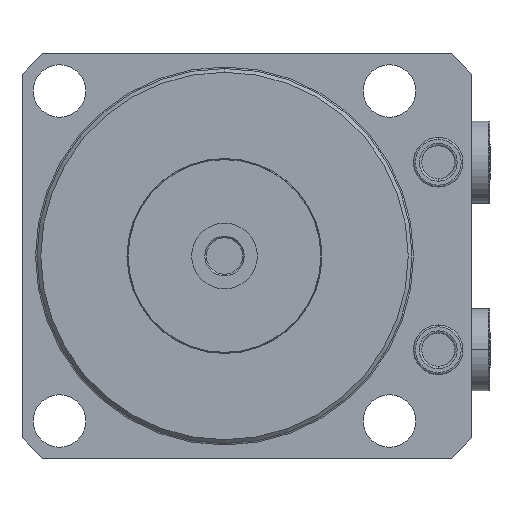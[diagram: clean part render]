
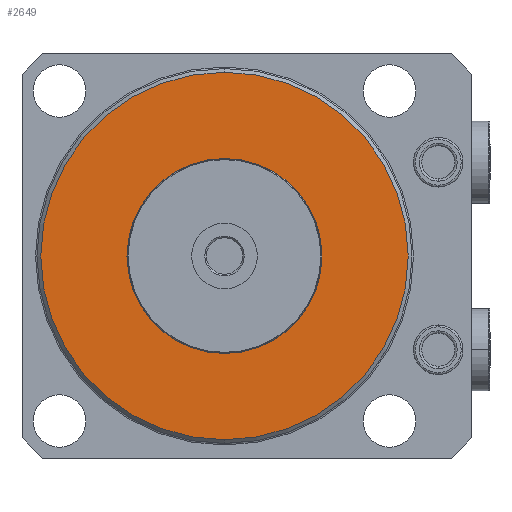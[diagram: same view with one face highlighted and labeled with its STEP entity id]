
A CAD part, front view. The second image highlights one B-rep face of the part: STEP entity #2649.
In plain terms, the highlighted planar face has unit normal (0, -1, 0).
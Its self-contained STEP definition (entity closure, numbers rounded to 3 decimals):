
#97 = AXIS2_PLACEMENT_3D ( 'NONE', #8182, #8172, #8171 ) ;
#727 = CARTESIAN_POINT ( 'NONE',  ( 0., -65., 0. ) ) ;
#835 = DIRECTION ( 'NONE',  ( 0., 0., 1. ) ) ;
#1011 = EDGE_CURVE ( 'NONE', #4887, #4856, #4690, .T. ) ;
#1039 = DIRECTION ( 'NONE',  ( 0., -1., 0. ) ) ;
#1134 = CIRCLE ( 'NONE', #5775, 25. ) ;
#1255 = EDGE_CURVE ( 'NONE', #4856, #4887, #2418, .T. ) ;
#1733 = EDGE_CURVE ( 'NONE', #4895, #5112, #1134, .T. ) ;
#1789 = EDGE_CURVE ( 'NONE', #5112, #4895, #3482, .T. ) ;
#2418 = CIRCLE ( 'NONE', #5951, 49. ) ;
#2649 = ADVANCED_FACE ( 'NONE', ( #3535, #3527 ), #8175, .F. ) ;
#3482 = CIRCLE ( 'NONE', #5746, 25. ) ;
#3527 = FACE_BOUND ( 'NONE', #4140, .T. ) ;
#3535 = FACE_OUTER_BOUND ( 'NONE', #4137, .T. ) ;
#4137 = EDGE_LOOP ( 'NONE', ( #10095, #10127 ) ) ;
#4140 = EDGE_LOOP ( 'NONE', ( #10047, #10027 ) ) ;
#4690 = CIRCLE ( 'NONE', #7485, 49. ) ;
#4856 = VERTEX_POINT ( 'NONE', #7890 ) ;
#4887 = VERTEX_POINT ( 'NONE', #7850 ) ;
#4895 = VERTEX_POINT ( 'NONE', #7841 ) ;
#5112 = VERTEX_POINT ( 'NONE', #5466 ) ;
#5466 = CARTESIAN_POINT ( 'NONE',  ( 0., -65., -25. ) ) ;
#5746 = AXIS2_PLACEMENT_3D ( 'NONE', #8596, #8389, #8585 ) ;
#5775 = AXIS2_PLACEMENT_3D ( 'NONE', #9874, #9873, #9872 ) ;
#5951 = AXIS2_PLACEMENT_3D ( 'NONE', #6583, #6677, #6539 ) ;
#6539 = DIRECTION ( 'NONE',  ( 0., 0., 1. ) ) ;
#6583 = CARTESIAN_POINT ( 'NONE',  ( 0., -65., 0. ) ) ;
#6677 = DIRECTION ( 'NONE',  ( 0., -1., 0. ) ) ;
#7485 = AXIS2_PLACEMENT_3D ( 'NONE', #727, #1039, #835 ) ;
#7841 = CARTESIAN_POINT ( 'NONE',  ( 0., -65., 25. ) ) ;
#7850 = CARTESIAN_POINT ( 'NONE',  ( 0., -65., 49. ) ) ;
#7890 = CARTESIAN_POINT ( 'NONE',  ( 0., -65., -49. ) ) ;
#8171 = DIRECTION ( 'NONE',  ( 0., 0., 1. ) ) ;
#8172 = DIRECTION ( 'NONE',  ( 0., 1., 0. ) ) ;
#8175 = PLANE ( 'NONE',  #97 ) ;
#8182 = CARTESIAN_POINT ( 'NONE',  ( 0., -65., 0. ) ) ;
#8389 = DIRECTION ( 'NONE',  ( 0., 1., 0. ) ) ;
#8585 = DIRECTION ( 'NONE',  ( 0., 0., 1. ) ) ;
#8596 = CARTESIAN_POINT ( 'NONE',  ( 0., -65., 0. ) ) ;
#9872 = DIRECTION ( 'NONE',  ( 0., 0., 1. ) ) ;
#9873 = DIRECTION ( 'NONE',  ( 0., 1., 0. ) ) ;
#9874 = CARTESIAN_POINT ( 'NONE',  ( 0., -65., 0. ) ) ;
#10027 = ORIENTED_EDGE ( 'NONE', *, *, #1733, .T. ) ;
#10047 = ORIENTED_EDGE ( 'NONE', *, *, #1789, .T. ) ;
#10095 = ORIENTED_EDGE ( 'NONE', *, *, #1011, .T. ) ;
#10127 = ORIENTED_EDGE ( 'NONE', *, *, #1255, .T. ) ;
